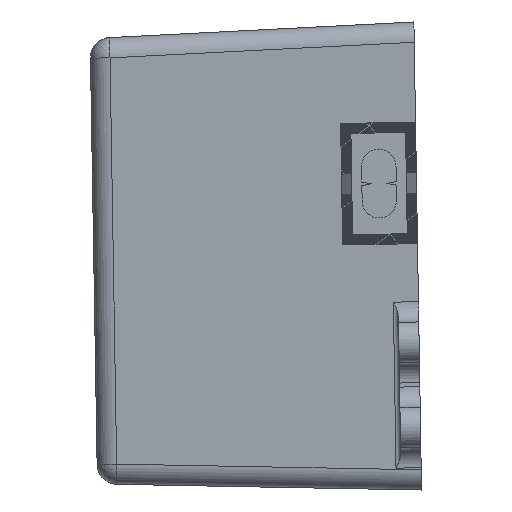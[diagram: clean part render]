
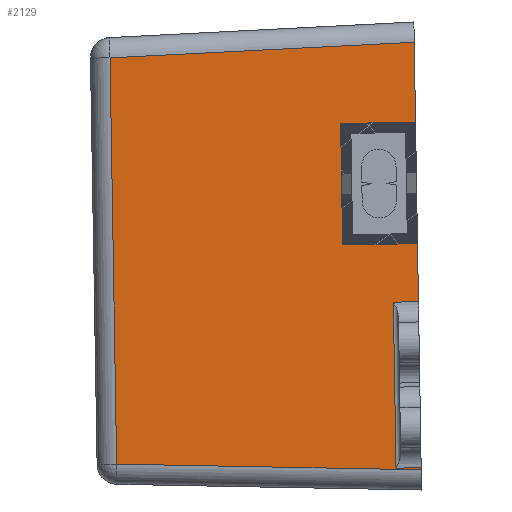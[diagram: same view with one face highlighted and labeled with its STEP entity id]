
A CAD part, left-side view. The second image highlights one B-rep face of the part: STEP entity #2129.
In plain terms, the highlighted face is planar.
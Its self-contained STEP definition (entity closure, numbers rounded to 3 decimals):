
#227=DIRECTION('',(0.,0.,-1.));
#228=VECTOR('',#227,6.784);
#229=CARTESIAN_POINT('',(51.117,-24.9,4.516));
#230=LINE('',#229,#228);
#269=DIRECTION('',(0.,0.,-1.));
#270=VECTOR('',#269,8.951);
#271=CARTESIAN_POINT('',(51.117,-24.9,-12.167));
#272=LINE('',#271,#270);
#517=CARTESIAN_POINT('',(51.1,-24.4,-11.667));
#518=CARTESIAN_POINT('',(51.106,-24.567,-11.667));
#519=CARTESIAN_POINT('',(51.113,-24.774,-11.794));
#520=CARTESIAN_POINT('',(51.117,-24.9,-12.001));
#521=CARTESIAN_POINT('',(51.117,-24.9,-12.167));
#526=DIRECTION('',(-0.035,0.999,0.));
#527=VECTOR('',#526,6.104);
#528=CARTESIAN_POINT('',(51.1,-24.4,-11.667));
#529=LINE('',#528,#527);
#533=DIRECTION('',(0.,0.,-1.));
#534=VECTOR('',#533,8.9);
#535=CARTESIAN_POINT('',(50.887,-18.3,-2.767));
#536=LINE('',#535,#534);
#540=DIRECTION('',(-0.035,0.999,0.));
#541=VECTOR('',#540,6.104);
#542=CARTESIAN_POINT('',(51.1,-24.4,-2.767));
#543=LINE('',#542,#541);
#547=CARTESIAN_POINT('',(51.117,-24.9,-2.267));
#548=CARTESIAN_POINT('',(51.117,-24.9,-2.434));
#549=CARTESIAN_POINT('',(51.113,-24.774,-2.641));
#550=CARTESIAN_POINT('',(51.106,-24.567,-2.767));
#551=CARTESIAN_POINT('',(51.1,-24.4,-2.767));
#556=DIRECTION('',(0.,0.,1.));
#557=VECTOR('',#556,16.4);
#558=CARTESIAN_POINT('',(51.031,-22.417,4.516));
#559=LINE('',#558,#557);
#563=DIRECTION('',(0.035,-0.999,0.));
#564=VECTOR('',#563,2.484);
#565=CARTESIAN_POINT('',(51.031,-22.417,20.916));
#566=LINE('',#565,#564);
#570=DIRECTION('',(0.,0.,1.));
#571=VECTOR('',#570,0.202);
#572=CARTESIAN_POINT('',(51.117,-24.9,20.916));
#573=LINE('',#572,#571);
#577=DIRECTION('',(-0.035,0.999,-0.035));
#578=VECTOR('',#577,30.106);
#579=CARTESIAN_POINT('',(51.117,-24.9,21.119));
#580=LINE('',#579,#578);
#584=DIRECTION('',(0.035,-0.999,-0.035));
#585=VECTOR('',#584,30.106);
#586=CARTESIAN_POINT('',(50.067,5.17,-20.069));
#587=LINE('',#586,#585);
#629=CARTESIAN_POINT('',(51.031,-22.417,4.516));
#634=DIRECTION('',(0.035,-0.999,0.));
#635=VECTOR('',#634,2.484);
#636=CARTESIAN_POINT('',(51.031,-22.417,4.516));
#637=LINE('',#636,#635);
#691=CARTESIAN_POINT('',(51.031,-22.417,20.916));
#864=CARTESIAN_POINT('',(51.117,-24.9,21.119));
#1043=CARTESIAN_POINT('',(51.117,-24.9,-21.119));
#1064=DIRECTION('',(0.,0.,1.));
#1065=VECTOR('',#1064,40.137);
#1066=CARTESIAN_POINT('',(50.067,5.17,-20.069));
#1067=LINE('',#1066,#1065);
#1533=VERTEX_POINT('',#1043);
#1561=VERTEX_POINT('',#864);
#1562=CARTESIAN_POINT('',(51.117,-24.9,20.916));
#1563=VERTEX_POINT('',#1562);
#1620=VERTEX_POINT('',#691);
#1621=VERTEX_POINT('',#629);
#1622=CARTESIAN_POINT('',(50.067,5.17,20.069));
#1623=VERTEX_POINT('',#1622);
#1624=CARTESIAN_POINT('',(50.067,5.17,-20.069));
#1625=VERTEX_POINT('',#1624);
#1632=CARTESIAN_POINT('',(51.117,-24.9,4.516));
#1633=VERTEX_POINT('',#1632);
#1644=CARTESIAN_POINT('',(50.887,-18.3,-2.767));
#1645=CARTESIAN_POINT('',(50.887,-18.3,-11.667));
#1646=VERTEX_POINT('',#1644);
#1647=VERTEX_POINT('',#1645);
#1660=VERTEX_POINT('',#517);
#1661=VERTEX_POINT('',#521);
#1664=VERTEX_POINT('',#547);
#1665=VERTEX_POINT('',#551);
#2101=CARTESIAN_POINT('',(50.592,-9.865,0.));
#2102=DIRECTION('',(0.999,0.035,0.));
#2103=DIRECTION('',(0.,0.,-1.));
#2104=AXIS2_PLACEMENT_3D('',#2101,#2102,#2103);
#2105=PLANE('',#2104);
#2106=ORIENTED_EDGE('',*,*,#2033,.F.);
#2108=ORIENTED_EDGE('',*,*,#2107,.T.);
#2109=ORIENTED_EDGE('',*,*,#2066,.F.);
#2110=ORIENTED_EDGE('',*,*,#2081,.F.);
#2111=ORIENTED_EDGE('',*,*,#2095,.F.);
#2112=ORIENTED_EDGE('',*,*,#1871,.F.);
#2114=ORIENTED_EDGE('',*,*,#2113,.F.);
#2116=ORIENTED_EDGE('',*,*,#2115,.T.);
#2118=ORIENTED_EDGE('',*,*,#2117,.T.);
#2119=ORIENTED_EDGE('',*,*,#1847,.T.);
#2121=ORIENTED_EDGE('',*,*,#2120,.T.);
#2123=ORIENTED_EDGE('',*,*,#2122,.F.);
#2125=ORIENTED_EDGE('',*,*,#2124,.T.);
#2126=ORIENTED_EDGE('',*,*,#1891,.F.);
#2127=EDGE_LOOP('',(#2106,#2108,#2109,#2110,#2111,#2112,#2114,#2116,#2118,#2119,
#2121,#2123,#2125,#2126));
#2128=FACE_OUTER_BOUND('',#2127,.F.);
#2129=ADVANCED_FACE('',(#2128),#2105,.T.);
#522=B_SPLINE_CURVE_WITH_KNOTS('',3,(#517,#518,#519,#520,#521),.UNSPECIFIED.,
.F.,.F.,(4,1,4),(0.,0.5,1.),.UNSPECIFIED.);
#552=B_SPLINE_CURVE_WITH_KNOTS('',3,(#547,#548,#549,#550,#551),.UNSPECIFIED.,
.F.,.F.,(4,1,4),(0.,0.5,1.),.UNSPECIFIED.);
#1847=EDGE_CURVE('',#1563,#1561,#573,.T.);
#1871=EDGE_CURVE('',#1633,#1664,#230,.T.);
#1891=EDGE_CURVE('',#1661,#1533,#272,.T.);
#2033=EDGE_CURVE('',#1660,#1661,#522,.T.);
#2066=EDGE_CURVE('',#1646,#1647,#536,.T.);
#2081=EDGE_CURVE('',#1665,#1646,#543,.T.);
#2095=EDGE_CURVE('',#1664,#1665,#552,.T.);
#2107=EDGE_CURVE('',#1660,#1647,#529,.T.);
#2113=EDGE_CURVE('',#1621,#1633,#637,.T.);
#2115=EDGE_CURVE('',#1621,#1620,#559,.T.);
#2117=EDGE_CURVE('',#1620,#1563,#566,.T.);
#2120=EDGE_CURVE('',#1561,#1623,#580,.T.);
#2122=EDGE_CURVE('',#1625,#1623,#1067,.T.);
#2124=EDGE_CURVE('',#1625,#1533,#587,.T.);
